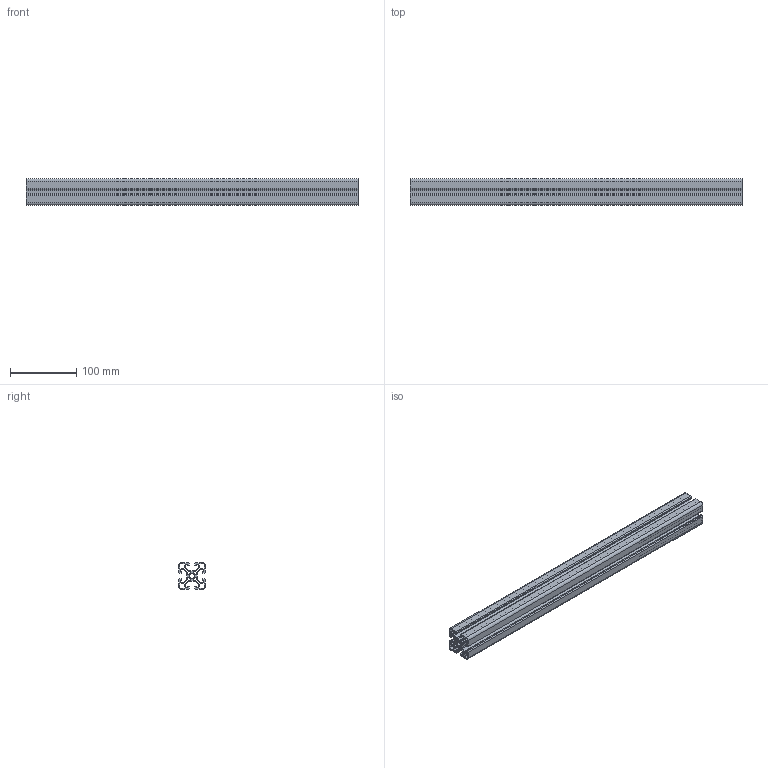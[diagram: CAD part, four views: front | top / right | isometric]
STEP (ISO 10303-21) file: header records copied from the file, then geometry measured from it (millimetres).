
FILE_DESCRIPTION (( 'STEP AP214' ), '1' );
FILE_NAME ('RP1135 8 40x40 Ultralight.STEP', '2026-02-23T14:55:17', ( '' ), ( '' ), 'SwSTEP 2.0', 'SolidWorks 2026', '' );
FILE_SCHEMA (( 'AUTOMOTIVE_DESIGN' ));
Length unit declared in the file: millimetre
Products named in the file (1): RP1135 8 40x40 Ultralight
Bounding box: 500 x 40 x 40 mm (x, y, z)
Volume: 257060.9 mm3; surface area: 292095.8 mm2
Topology: 1 solids, 1 shells, 240 faces, 714 edges, 476 vertices
Faces by surface type: cylinder 146, plane 94
Entity records: 8229 total; most frequent: DIRECTION 1488, CARTESIAN_POINT 1431, ORIENTED_EDGE 1428, EDGE_CURVE 714, AXIS2_PLACEMENT_3D 533, VERTEX_POINT 476, VECTOR 422, LINE 422
